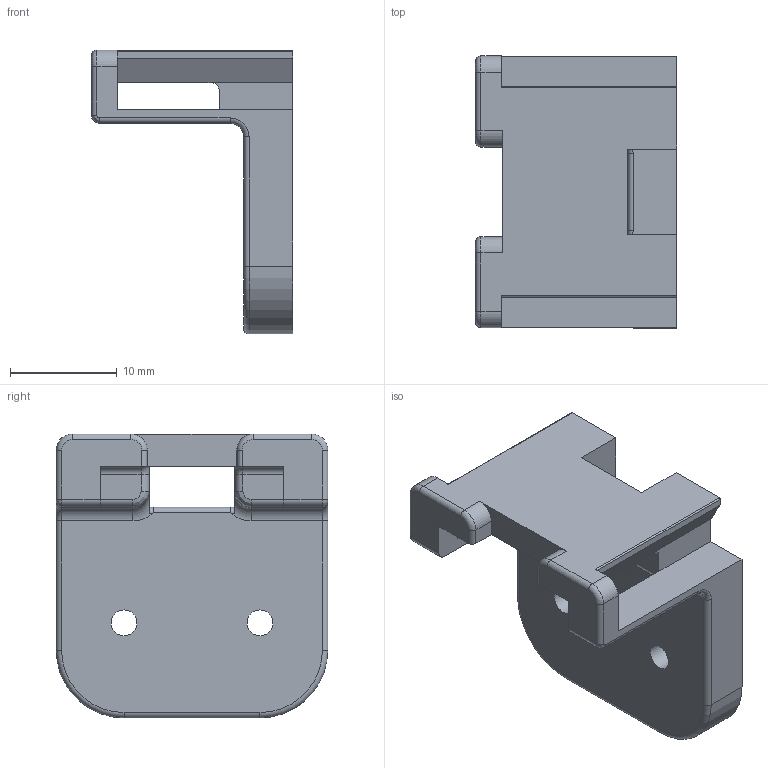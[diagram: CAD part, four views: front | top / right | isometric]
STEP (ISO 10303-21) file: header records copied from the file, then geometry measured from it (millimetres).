
FILE_DESCRIPTION(/* description */ (''),/* implementation_level */ '2;1');
FILE_NAME(/* name */ 'PANDUIT_RAMS-S3.stp',/* time_stamp */ '2013-05-17T10:39:58-05:00',/* author */ (''),/* organization */ (''),/* preprocessor_version */ 'ST-DEVELOPER v11',/* originating_system */ 'SIEMENS PLM Software NX 7.5',/* authorisation */ '');
FILE_SCHEMA (('CONFIG_CONTROL_DESIGN'));
Length unit declared in the file: inch
Products named in the file (1): bwg5AA6y5zi
Bounding box: 18.8 x 25.4 x 26.54 mm (x, y, z)
Volume: 3587.6 mm3; surface area: 2711.2 mm2
Topology: 1 solids, 1 shells, 84 faces, 228 edges, 140 vertices
Faces by surface type: cylinder 34, plane 32, torus 12, bspline 6
Full cylindrical faces by diameter (mm): 2.413 x2
Entity records: 2854 total; most frequent: CARTESIAN_POINT 623, DIRECTION 458, ORIENTED_EDGE 452, EDGE_CURVE 226, AXIS2_PLACEMENT_3D 163, VERTEX_POINT 140, LINE 132, VECTOR 132
